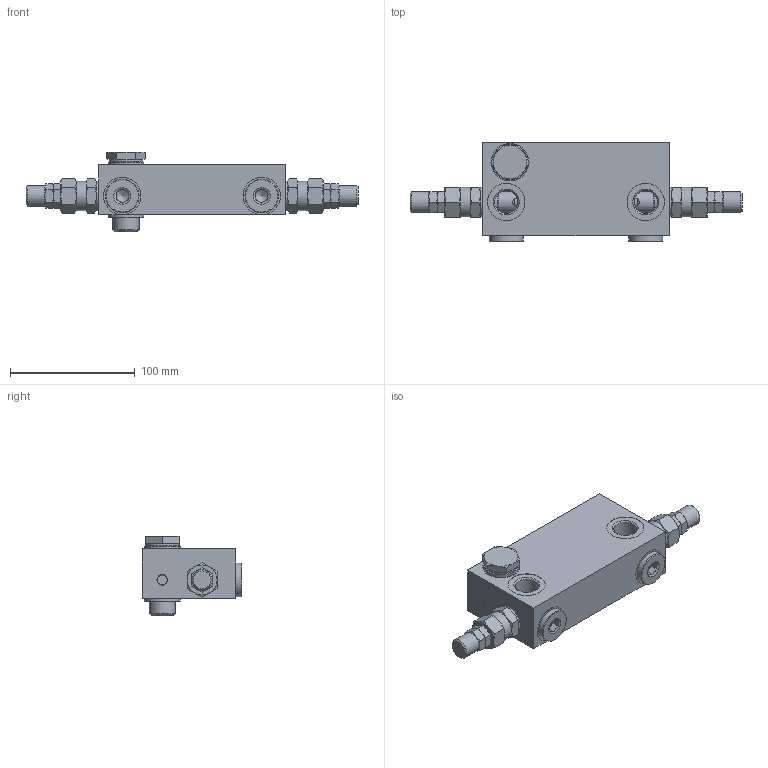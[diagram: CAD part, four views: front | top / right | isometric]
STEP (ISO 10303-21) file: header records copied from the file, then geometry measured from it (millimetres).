
FILE_DESCRIPTION((''),'2;1');
FILE_NAME('001-289-0X0.stp','2013-03-28T09:27:16',('manuel'),(''),'Autodesk Inventor 2012','Autodesk Inventor 2012','');
FILE_SCHEMA(('AUTOMOTIVE_DESIGN { 1 0 10303 214 1 1 1 1 }'));
Length unit declared in the file: millimetre
Products named in the file (1): 001-289-0X0_Contorno semplificato_1
Bounding box: 266.6 x 79.8 x 64 mm (x, y, z)
Surface area: 68816.8 mm2 (no closed solid volume)
Topology: 0 solids, 38 shells, 212 faces, 618 edges, 417 vertices
Faces by surface type: plane 100, cone 80, cylinder 28, bspline 2, torus 2
Full cylindrical faces by diameter (mm): 3 x2, 8 x3, 13.3 x2, 16.5 x4, 18.631 x5, 18.9 x2, 20.955 x1, 23.5 x2, 23.8 x2, 27 x3, 28.58 x2
Entity records: 16806 total; most frequent: CARTESIAN_POINT 11710, DIRECTION 918, ORIENTED_EDGE 886, EDGE_CURVE 546, AXIS2_PLACEMENT_3D 397, VERTEX_POINT 394, EDGE_LOOP 293, FACE_OUTER_BOUND 212
